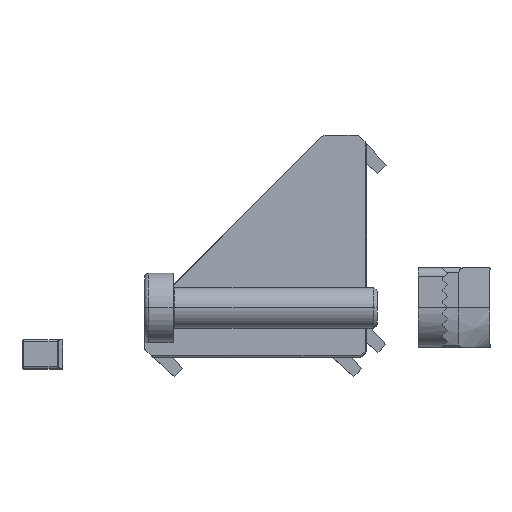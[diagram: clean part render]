
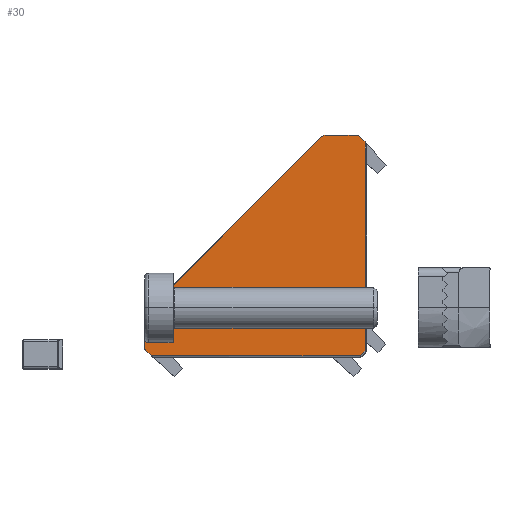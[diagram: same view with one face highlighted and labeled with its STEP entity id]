
A CAD part, top view. The second image highlights one B-rep face of the part: STEP entity #30.
In plain terms, the highlighted planar face has unit normal (0.012, -0.012, 1).
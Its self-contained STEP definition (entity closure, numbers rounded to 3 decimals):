
#30 = ADVANCED_FACE ( 'NONE', ( #5062 ), #9010, .T. ) ;
#38 = VERTEX_POINT ( 'NONE', #4250 ) ;
#61 = CARTESIAN_POINT ( 'NONE',  ( -4.913, 27.2, 13.995 ) ) ;
#157 = EDGE_CURVE ( 'NONE', #7815, #3298, #8030, .T. ) ;
#279 = CARTESIAN_POINT ( 'NONE',  ( -26.907, 5.62, 14. ) ) ;
#449 = CARTESIAN_POINT ( 'NONE',  ( -27.2, 1.037, 13.947 ) ) ;
#460 = CARTESIAN_POINT ( 'NONE',  ( -0.139, 0.846, 13.611 ) ) ;
#490 = DIRECTION ( 'NONE',  ( -0.707, 0.707, 0.017 ) ) ;
#527 = ORIENTED_EDGE ( 'NONE', *, *, #3335, .T. ) ;
#570 = EDGE_CURVE ( 'NONE', #6596, #4506, #1430, .T. ) ;
#656 = LINE ( 'NONE', #9690, #8879 ) ;
#829 = CARTESIAN_POINT ( 'NONE',  ( -5.181, 27.2, 13.998 ) ) ;
#883 = EDGE_CURVE ( 'NONE', #3298, #6401, #7062, .T. ) ;
#958 = LINE ( 'NONE', #10056, #2827 ) ;
#1056 = DIRECTION ( 'NONE',  ( 0.012, -0.012, 1. ) ) ;
#1078 = DIRECTION ( 'NONE',  ( 0., 1., 0.012 ) ) ;
#1237 = CARTESIAN_POINT ( 'NONE',  ( -27.2, 5.181, 13.998 ) ) ;
#1282 = LINE ( 'NONE', #8735, #9525 ) ;
#1430 = LINE ( 'NONE', #6985, #9675 ) ;
#1597 = DIRECTION ( 'NONE',  ( -0.707, -0.707, 0. ) ) ;
#2007 = VERTEX_POINT ( 'NONE', #2533 ) ;
#2189 = VECTOR ( 'NONE', #9209, 1000. ) ;
#2462 = CARTESIAN_POINT ( 'NONE',  ( -0.787, 0.198, 13.611 ) ) ;
#2480 = EDGE_CURVE ( 'NONE', #4506, #38, #1282, .T. ) ;
#2533 = CARTESIAN_POINT ( 'NONE',  ( -1.037, 27.2, 13.947 ) ) ;
#2543 = EDGE_CURVE ( 'NONE', #8685, #2758, #6907, .T. ) ;
#2646 = VECTOR ( 'NONE', #1597, 1000. ) ;
#2758 = VERTEX_POINT ( 'NONE', #279 ) ;
#2807 = VECTOR ( 'NONE', #1078, 1000. ) ;
#2816 = EDGE_CURVE ( 'NONE', #2007, #9828, #656, .T. ) ;
#2827 = VECTOR ( 'NONE', #490, 1000. ) ;
#3298 = VERTEX_POINT ( 'NONE', #3990 ) ;
#3335 = EDGE_CURVE ( 'NONE', #38, #7815, #9755, .T. ) ;
#3430 = CARTESIAN_POINT ( 'NONE',  ( -0.198, 26.163, 13.924 ) ) ;
#3454 = ORIENTED_EDGE ( 'NONE', *, *, #2480, .T. ) ;
#3527 = ORIENTED_EDGE ( 'NONE', *, *, #570, .T. ) ;
#3813 = CARTESIAN_POINT ( 'NONE',  ( -0.198, 26.36, 13.926 ) ) ;
#3885 = ORIENTED_EDGE ( 'NONE', *, *, #7954, .T. ) ;
#3990 = CARTESIAN_POINT ( 'NONE',  ( -0.198, 0.787, 13.611 ) ) ;
#4250 = CARTESIAN_POINT ( 'NONE',  ( -26.36, 0.198, 13.926 ) ) ;
#4428 = CARTESIAN_POINT ( 'NONE',  ( -5.62, 26.907, 14. ) ) ;
#4506 = VERTEX_POINT ( 'NONE', #449 ) ;
#4605 = DIRECTION ( 'NONE',  ( 0., -1., -0.012 ) ) ;
#5062 = FACE_OUTER_BOUND ( 'NONE', #9603, .T. ) ;
#5647 = CARTESIAN_POINT ( 'NONE',  ( -5.62, 26.907, 14. ) ) ;
#5760 = VECTOR ( 'NONE', #7216, 1000. ) ;
#5764 = ORIENTED_EDGE ( 'NONE', *, *, #7491, .T. ) ;
#5960 = CARTESIAN_POINT ( 'NONE',  ( -26.907, 5.62, 14. ) ) ;
#6025 = CARTESIAN_POINT ( 'NONE',  ( -27.097, 5.43, 14. ) ) ;
#6320 = ORIENTED_EDGE ( 'NONE', *, *, #2816, .T. ) ;
#6401 = VERTEX_POINT ( 'NONE', #3813 ) ;
#6518 = CARTESIAN_POINT ( 'NONE',  ( -27.2, 4.913, 13.995 ) ) ;
#6596 = VERTEX_POINT ( 'NONE', #6518 ) ;
#6646 = DIRECTION ( 'NONE',  ( 1., 0., -0.012 ) ) ;
#6817 = ORIENTED_EDGE ( 'NONE', *, *, #2543, .T. ) ;
#6831 = CARTESIAN_POINT ( 'NONE',  ( -27.2, 4.913, 13.995 ) ) ;
#6907 = LINE ( 'NONE', #7984, #2646 ) ;
#6985 = CARTESIAN_POINT ( 'NONE',  ( -27.2, 4.913, 13.995 ) ) ;
#7060 =( BOUNDED_CURVE ( )  B_SPLINE_CURVE ( 3, ( #61, #829, #9625, #5647 ),
 .UNSPECIFIED., .F., .F. ) 
 B_SPLINE_CURVE_WITH_KNOTS ( ( 4, 4 ),
 ( 2.356, 3.142 ),
 .UNSPECIFIED. ) 
 CURVE ( )  GEOMETRIC_REPRESENTATION_ITEM ( )  RATIONAL_B_SPLINE_CURVE ( ( 1., 0.949, 0.949, 1. ) ) 
 REPRESENTATION_ITEM ( '' )  );
#7062 = LINE ( 'NONE', #3430, #2807 ) ;
#7216 = DIRECTION ( 'NONE',  ( 1., 0., -0.012 ) ) ;
#7288 = EDGE_CURVE ( 'NONE', #9828, #8685, #7060, .T. ) ;
#7491 = EDGE_CURVE ( 'NONE', #2758, #6596, #8118, .T. ) ;
#7815 = VERTEX_POINT ( 'NONE', #2462 ) ;
#7954 = EDGE_CURVE ( 'NONE', #6401, #2007, #958, .T. ) ;
#7974 = CARTESIAN_POINT ( 'NONE',  ( -4.913, 27.2, 13.995 ) ) ;
#7984 = CARTESIAN_POINT ( 'NONE',  ( -5.62, 26.907, 14. ) ) ;
#8030 = LINE ( 'NONE', #460, #2189 ) ;
#8042 = CARTESIAN_POINT ( 'NONE',  ( -0.707, 0.198, 13.61 ) ) ;
#8118 =( BOUNDED_CURVE ( )  B_SPLINE_CURVE ( 3, ( #5960, #6025, #1237, #6831 ),
 .UNSPECIFIED., .F., .F. ) 
 B_SPLINE_CURVE_WITH_KNOTS ( ( 4, 4 ),
 ( 3.142, 3.927 ),
 .UNSPECIFIED. ) 
 CURVE ( )  GEOMETRIC_REPRESENTATION_ITEM ( )  RATIONAL_B_SPLINE_CURVE ( ( 1., 0.949, 0.949, 1. ) ) 
 REPRESENTATION_ITEM ( '' )  );
#8150 = CARTESIAN_POINT ( 'NONE',  ( -5.62, 26.907, 14. ) ) ;
#8174 = AXIS2_PLACEMENT_3D ( 'NONE', #8150, #1056, #6646 ) ;
#8496 = ORIENTED_EDGE ( 'NONE', *, *, #883, .T. ) ;
#8666 = ORIENTED_EDGE ( 'NONE', *, *, #7288, .T. ) ;
#8685 = VERTEX_POINT ( 'NONE', #4428 ) ;
#8735 = CARTESIAN_POINT ( 'NONE',  ( -27.201, 1.038, 13.947 ) ) ;
#8879 = VECTOR ( 'NONE', #8909, 1000. ) ;
#8909 = DIRECTION ( 'NONE',  ( -1., 0., 0.012 ) ) ;
#9010 = PLANE ( 'NONE',  #8174 ) ;
#9024 = ORIENTED_EDGE ( 'NONE', *, *, #157, .T. ) ;
#9209 = DIRECTION ( 'NONE',  ( 0.707, 0.707, 0. ) ) ;
#9525 = VECTOR ( 'NONE', #9548, 1000. ) ;
#9548 = DIRECTION ( 'NONE',  ( 0.707, -0.707, -0.017 ) ) ;
#9603 = EDGE_LOOP ( 'NONE', ( #3454, #527, #9024, #8496, #3885, #6320, #8666, #6817, #5764, #3527 ) ) ;
#9625 = CARTESIAN_POINT ( 'NONE',  ( -5.43, 27.097, 14. ) ) ;
#9675 = VECTOR ( 'NONE', #4605, 1000. ) ;
#9690 = CARTESIAN_POINT ( 'NONE',  ( -1.038, 27.2, 13.947 ) ) ;
#9755 = LINE ( 'NONE', #8042, #5760 ) ;
#9828 = VERTEX_POINT ( 'NONE', #7974 ) ;
#10056 = CARTESIAN_POINT ( 'NONE',  ( -1.038, 27.201, 13.947 ) ) ;
